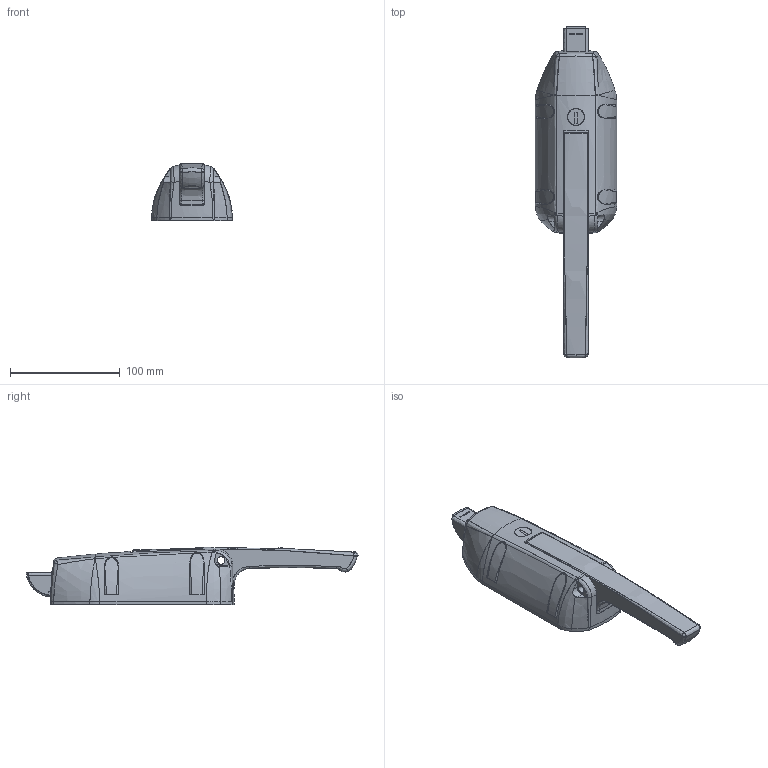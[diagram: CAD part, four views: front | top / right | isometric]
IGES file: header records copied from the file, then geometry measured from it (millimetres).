
Start section: SolidWorks IGES file using analytic representation for surfaces
Global section: file name: FA-740-1.IGS; native system: SolidWorks 2018; preprocessor: SolidWorks 2018; author: 1337yo; date: 200220.093640; units: millimetre
Bounding box: 74 x 302.94 x 52.53 mm (x, y, z)
Surface area: 152390 mm2 (no closed solid volume)
Topology: 0 solids, 0 shells, 1764 faces, 21815 edges, 21754 vertices
Faces by surface type: bspline 983, revolution 781
